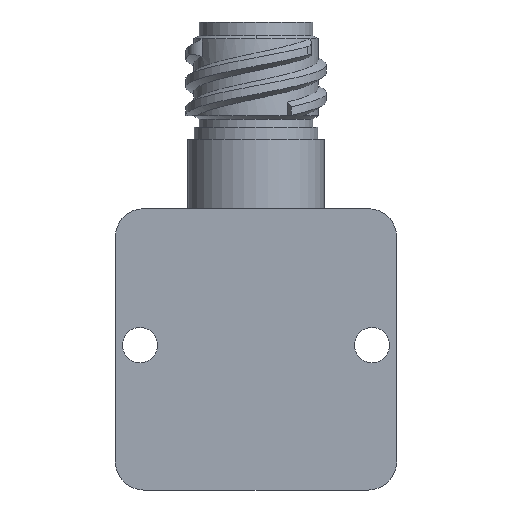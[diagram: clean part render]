
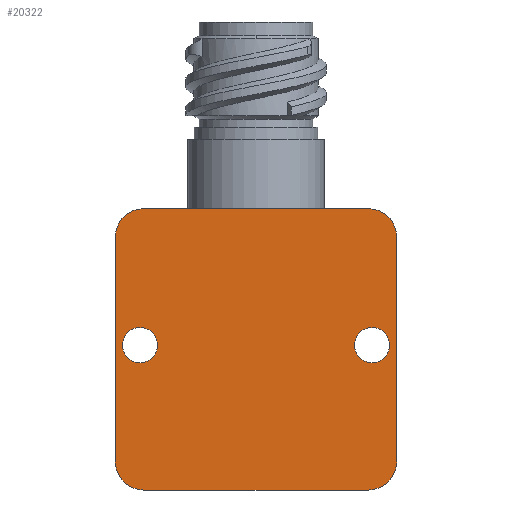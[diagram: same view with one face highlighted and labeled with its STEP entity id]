
A CAD part, front view. The second image highlights one B-rep face of the part: STEP entity #20322.
In plain terms, the highlighted planar face has unit normal (0, -1, 0).
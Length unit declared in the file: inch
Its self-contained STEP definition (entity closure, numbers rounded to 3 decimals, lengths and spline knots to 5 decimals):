
#146 = CARTESIAN_POINT ( 'NONE',  ( 0.5, -0.4, -0.4 ) ) ;
#160 = AXIS2_PLACEMENT_3D ( 'NONE', #13135, #3210, #14771 ) ;
#252 = CARTESIAN_POINT ( 'NONE',  ( -0.5, -0.4, 0.5 ) ) ;
#547 = VERTEX_POINT ( 'NONE', #13471 ) ;
#555 = DIRECTION ( 'NONE',  ( 0., -1., 0. ) ) ;
#901 = AXIS2_PLACEMENT_3D ( 'NONE', #937, #12474, #2564 ) ;
#937 = CARTESIAN_POINT ( 'NONE',  ( -0.4125, -0.4, 0.015 ) ) ;
#1194 = CARTESIAN_POINT ( 'NONE',  ( 0.4125, -0.4, 0.015 ) ) ;
#1259 = PLANE ( 'NONE',  #9752 ) ;
#1537 = CARTESIAN_POINT ( 'NONE',  ( -0.5, -0.4, -0.4 ) ) ;
#1879 = LINE ( 'NONE', #19202, #6243 ) ;
#2245 = EDGE_CURVE ( 'NONE', #11727, #5268, #8868, .T. ) ;
#2304 = VERTEX_POINT ( 'NONE', #5780 ) ;
#2335 = DIRECTION ( 'NONE',  ( -1., 0., 0. ) ) ;
#2508 = CIRCLE ( 'NONE', #901, 0.0625 ) ;
#2564 = DIRECTION ( 'NONE',  ( 0., 0., 1. ) ) ;
#2597 = CIRCLE ( 'NONE', #9945, 0.1 ) ;
#2639 = CARTESIAN_POINT ( 'NONE',  ( 0.4, -0.4, -0.5 ) ) ;
#2814 = DIRECTION ( 'NONE',  ( 0., 0., -1. ) ) ;
#3011 = VECTOR ( 'NONE', #10036, 39.37008 ) ;
#3210 = DIRECTION ( 'NONE',  ( 0., -1., 0. ) ) ;
#3245 = CIRCLE ( 'NONE', #19189, 0.1 ) ;
#3260 = CARTESIAN_POINT ( 'NONE',  ( 0.4125, -0.4, 0.015 ) ) ;
#3631 = VERTEX_POINT ( 'NONE', #1537 ) ;
#3848 = VERTEX_POINT ( 'NONE', #146 ) ;
#3981 = FACE_BOUND ( 'NONE', #5380, .T. ) ;
#4305 = VECTOR ( 'NONE', #12620, 39.37008 ) ;
#4926 = DIRECTION ( 'NONE',  ( 0., 0., -1. ) ) ;
#5204 = ORIENTED_EDGE ( 'NONE', *, *, #16480, .F. ) ;
#5268 = VERTEX_POINT ( 'NONE', #18706 ) ;
#5380 = EDGE_LOOP ( 'NONE', ( #21231, #15125 ) ) ;
#5470 = EDGE_CURVE ( 'NONE', #14728, #2304, #16698, .T. ) ;
#5589 = EDGE_CURVE ( 'NONE', #11405, #5717, #16417, .T. ) ;
#5717 = VERTEX_POINT ( 'NONE', #15211 ) ;
#5780 = CARTESIAN_POINT ( 'NONE',  ( -0.5, -0.4, 0.4 ) ) ;
#5924 = DIRECTION ( 'NONE',  ( 0., -1., 0. ) ) ;
#6243 = VECTOR ( 'NONE', #7647, 39.37008 ) ;
#6267 = ORIENTED_EDGE ( 'NONE', *, *, #11653, .T. ) ;
#6611 = DIRECTION ( 'NONE',  ( 0., 1., 0. ) ) ;
#6927 = ORIENTED_EDGE ( 'NONE', *, *, #12282, .T. ) ;
#7167 = EDGE_LOOP ( 'NONE', ( #21185, #6927, #9697, #18324, #5204, #12381, #12545, #20781 ) ) ;
#7299 = EDGE_CURVE ( 'NONE', #17665, #3848, #1879, .T. ) ;
#7647 = DIRECTION ( 'NONE',  ( 0., 0., -1. ) ) ;
#7800 = DIRECTION ( 'NONE',  ( 0., -1., 0. ) ) ;
#8098 = CARTESIAN_POINT ( 'NONE',  ( -0.4, -0.4, 0.5 ) ) ;
#8868 = LINE ( 'NONE', #9701, #16679 ) ;
#9197 = CIRCLE ( 'NONE', #12953, 0.0625 ) ;
#9517 = CARTESIAN_POINT ( 'NONE',  ( -0.5, -0.4, -0.5 ) ) ;
#9589 = CARTESIAN_POINT ( 'NONE',  ( -0.4125, -0.4, 0.0775 ) ) ;
#9697 = ORIENTED_EDGE ( 'NONE', *, *, #7299, .F. ) ;
#9701 = CARTESIAN_POINT ( 'NONE',  ( -0.5, -0.4, -0.5 ) ) ;
#9752 = AXIS2_PLACEMENT_3D ( 'NONE', #9517, #21130, #11174 ) ;
#9945 = AXIS2_PLACEMENT_3D ( 'NONE', #10356, #555, #12067 ) ;
#10036 = DIRECTION ( 'NONE',  ( 1., 0., 0. ) ) ;
#10311 = EDGE_CURVE ( 'NONE', #3631, #5268, #2597, .T. ) ;
#10356 = CARTESIAN_POINT ( 'NONE',  ( -0.4, -0.4, -0.4 ) ) ;
#10571 = CARTESIAN_POINT ( 'NONE',  ( 0.5, -0.4, 0.4 ) ) ;
#10708 = AXIS2_PLACEMENT_3D ( 'NONE', #16562, #6611, #18192 ) ;
#10757 = EDGE_LOOP ( 'NONE', ( #15262, #6267 ) ) ;
#11174 = DIRECTION ( 'NONE',  ( 0., 0., -1. ) ) ;
#11282 = LINE ( 'NONE', #252, #3011 ) ;
#11405 = VERTEX_POINT ( 'NONE', #9589 ) ;
#11653 = EDGE_CURVE ( 'NONE', #5717, #11405, #2508, .T. ) ;
#11727 = VERTEX_POINT ( 'NONE', #2639 ) ;
#11746 = EDGE_CURVE ( 'NONE', #3631, #2304, #21392, .T. ) ;
#12067 = DIRECTION ( 'NONE',  ( 0., 0., -1. ) ) ;
#12260 = FACE_BOUND ( 'NONE', #10757, .T. ) ;
#12282 = EDGE_CURVE ( 'NONE', #11727, #3848, #3245, .T. ) ;
#12381 = ORIENTED_EDGE ( 'NONE', *, *, #5470, .T. ) ;
#12474 = DIRECTION ( 'NONE',  ( 0., 1., 0. ) ) ;
#12545 = ORIENTED_EDGE ( 'NONE', *, *, #11746, .F. ) ;
#12620 = DIRECTION ( 'NONE',  ( 0., 0., 1. ) ) ;
#12743 = DIRECTION ( 'NONE',  ( 0., 1., 0. ) ) ;
#12953 = AXIS2_PLACEMENT_3D ( 'NONE', #1194, #12743, #2814 ) ;
#12985 = AXIS2_PLACEMENT_3D ( 'NONE', #3260, #14818, #4926 ) ;
#13135 = CARTESIAN_POINT ( 'NONE',  ( 0.4, -0.4, 0.4 ) ) ;
#13471 = CARTESIAN_POINT ( 'NONE',  ( 0.4, -0.4, 0.5 ) ) ;
#13867 = CARTESIAN_POINT ( 'NONE',  ( 0.4125, -0.4, 0.0775 ) ) ;
#14728 = VERTEX_POINT ( 'NONE', #8098 ) ;
#14771 = DIRECTION ( 'NONE',  ( 0., 0., -1. ) ) ;
#14818 = DIRECTION ( 'NONE',  ( 0., 1., 0. ) ) ;
#15051 = VERTEX_POINT ( 'NONE', #13867 ) ;
#15125 = ORIENTED_EDGE ( 'NONE', *, *, #19128, .T. ) ;
#15211 = CARTESIAN_POINT ( 'NONE',  ( -0.4125, -0.4, -0.0475 ) ) ;
#15262 = ORIENTED_EDGE ( 'NONE', *, *, #5589, .T. ) ;
#15501 = CIRCLE ( 'NONE', #12985, 0.0625 ) ;
#15824 = CARTESIAN_POINT ( 'NONE',  ( 0.4, -0.4, -0.4 ) ) ;
#16086 = CARTESIAN_POINT ( 'NONE',  ( -0.5, -0.4, 0.5 ) ) ;
#16417 = CIRCLE ( 'NONE', #10708, 0.0625 ) ;
#16480 = EDGE_CURVE ( 'NONE', #14728, #547, #11282, .T. ) ;
#16562 = CARTESIAN_POINT ( 'NONE',  ( -0.4125, -0.4, 0.015 ) ) ;
#16679 = VECTOR ( 'NONE', #2335, 39.37008 ) ;
#16682 = FACE_OUTER_BOUND ( 'NONE', #7167, .T. ) ;
#16698 = CIRCLE ( 'NONE', #17813, 0.1 ) ;
#17507 = DIRECTION ( 'NONE',  ( 0., 0., -1. ) ) ;
#17549 = CARTESIAN_POINT ( 'NONE',  ( 0.4125, -0.4, -0.0475 ) ) ;
#17665 = VERTEX_POINT ( 'NONE', #10571 ) ;
#17711 = CARTESIAN_POINT ( 'NONE',  ( -0.4, -0.4, 0.4 ) ) ;
#17813 = AXIS2_PLACEMENT_3D ( 'NONE', #17711, #7800, #19338 ) ;
#18192 = DIRECTION ( 'NONE',  ( 0., 0., 1. ) ) ;
#18324 = ORIENTED_EDGE ( 'NONE', *, *, #20607, .T. ) ;
#18706 = CARTESIAN_POINT ( 'NONE',  ( -0.4, -0.4, -0.5 ) ) ;
#19128 = EDGE_CURVE ( 'NONE', #19307, #15051, #9197, .T. ) ;
#19145 = CIRCLE ( 'NONE', #160, 0.1 ) ;
#19189 = AXIS2_PLACEMENT_3D ( 'NONE', #15824, #5924, #17507 ) ;
#19202 = CARTESIAN_POINT ( 'NONE',  ( 0.5, -0.4, 0.5 ) ) ;
#19307 = VERTEX_POINT ( 'NONE', #17549 ) ;
#19338 = DIRECTION ( 'NONE',  ( 0., 0., -1. ) ) ;
#20322 = ADVANCED_FACE ( 'NONE', ( #3981, #12260, #16682 ), #1259, .T. ) ;
#20607 = EDGE_CURVE ( 'NONE', #17665, #547, #19145, .T. ) ;
#20781 = ORIENTED_EDGE ( 'NONE', *, *, #10311, .T. ) ;
#20911 = EDGE_CURVE ( 'NONE', #15051, #19307, #15501, .T. ) ;
#21130 = DIRECTION ( 'NONE',  ( 0., -1., 0. ) ) ;
#21185 = ORIENTED_EDGE ( 'NONE', *, *, #2245, .F. ) ;
#21231 = ORIENTED_EDGE ( 'NONE', *, *, #20911, .T. ) ;
#21392 = LINE ( 'NONE', #16086, #4305 ) ;
